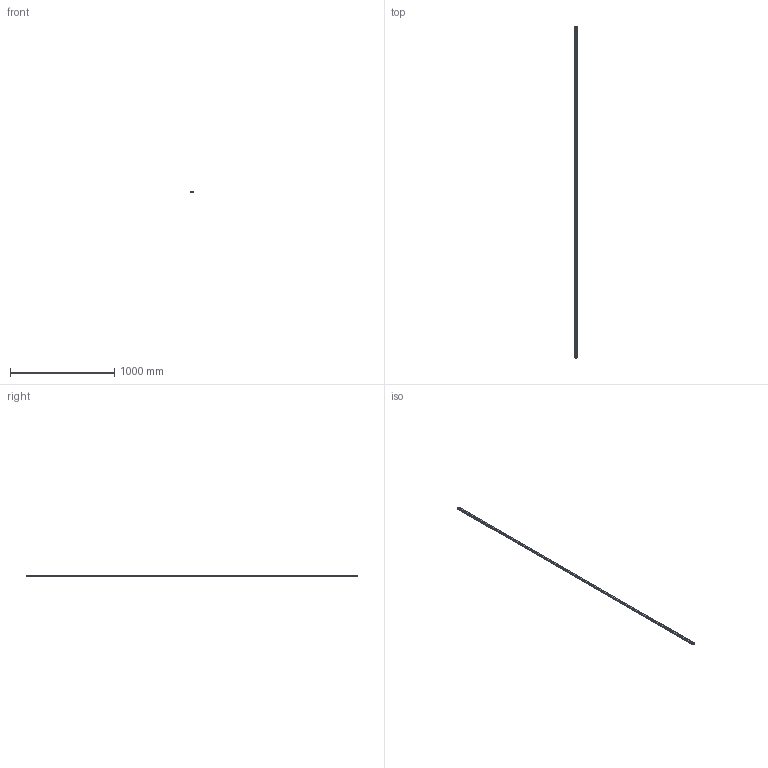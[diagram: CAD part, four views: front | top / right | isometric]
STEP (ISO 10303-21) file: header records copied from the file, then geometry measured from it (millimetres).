
FILE_DESCRIPTION(('STEP AP214'),'1');
FILE_NAME('cctmp_7797386E-F645-495A-9508-07A11C9AFBAF_2021_02_09_11_52_15_0999..stp','2021-02-09T10:52:16',('HIWIN GmbH'),('CADClick - www.CADClick.com'),'Spatial InterOp 3D',' ','unknown authorization');
FILE_SCHEMA(('AUTOMOTIVE_DESIGN'));
Length unit declared in the file: millimetre
Products named in the file (1): EGR20R3190C_FILE
Bounding box: 20 x 3190 x 15.5 mm (x, y, z)
Volume: 856165.5 mm3; surface area: 254958.8 mm2
Topology: 1 solids, 1 shells, 739 faces, 1669 edges, 1042 vertices
Faces by surface type: plane 403, cylinder 336
Entity records: 26727 total; most frequent: DIRECTION 4033, CARTESIAN_POINT 3451, ORIENTED_EDGE 3338, EDGE_CURVE 1669, AXIS2_PLACEMENT_3D 1624, VERTEX_POINT 1042, EDGE_LOOP 849, LINE 785
